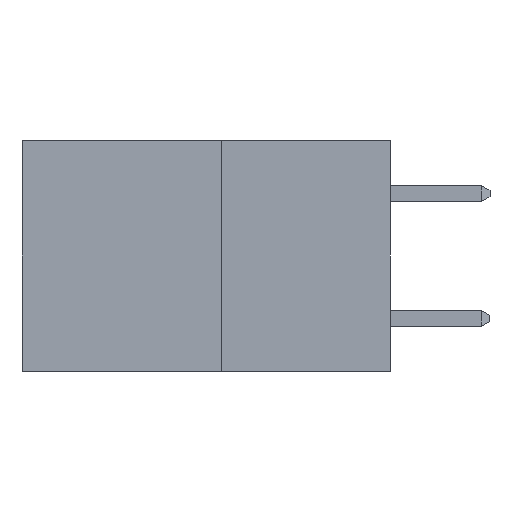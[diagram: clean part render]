
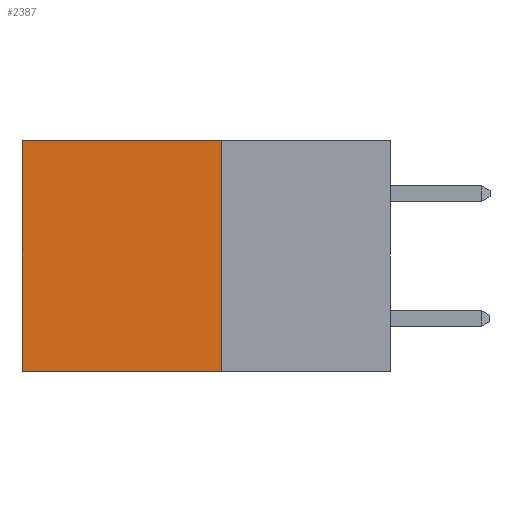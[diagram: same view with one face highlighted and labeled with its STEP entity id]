
A CAD part, left-side view. The second image highlights one B-rep face of the part: STEP entity #2387.
In plain terms, the highlighted planar face has unit normal (-1, 0, 0).
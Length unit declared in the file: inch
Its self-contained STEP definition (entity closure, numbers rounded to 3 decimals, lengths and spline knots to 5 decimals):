
#6 = VECTOR ( 'NONE', #2216, 39.37008 ) ;
#238 = LINE ( 'NONE', #4826, #7716 ) ;
#470 = ORIENTED_EDGE ( 'NONE', *, *, #2182, .T. ) ;
#676 = ORIENTED_EDGE ( 'NONE', *, *, #3736, .T. ) ;
#862 = CARTESIAN_POINT ( 'NONE',  ( 0.277, 0.59, -0.37 ) ) ;
#2182 = EDGE_CURVE ( 'NONE', #8295, #3965, #8546, .T. ) ;
#2216 = DIRECTION ( 'NONE',  ( 0., 1., 0. ) ) ;
#2348 = ORIENTED_EDGE ( 'NONE', *, *, #4221, .F. ) ;
#2387 = ADVANCED_FACE ( 'NONE', ( #5158 ), #7912, .F. ) ;
#2406 = DIRECTION ( 'NONE',  ( 0., 0., -1. ) ) ;
#2458 = CARTESIAN_POINT ( 'NONE',  ( 0.277, 0.59, -0.37 ) ) ;
#2940 = DIRECTION ( 'NONE',  ( 0., 0., -1. ) ) ;
#3163 = DIRECTION ( 'NONE',  ( 1., 0., 0. ) ) ;
#3473 = VERTEX_POINT ( 'NONE', #8666 ) ;
#3657 = CARTESIAN_POINT ( 'NONE',  ( 0.277, 0.27, -0.37 ) ) ;
#3736 = EDGE_CURVE ( 'NONE', #4087, #8295, #238, .T. ) ;
#3788 = LINE ( 'NONE', #7159, #6 ) ;
#3965 = VERTEX_POINT ( 'NONE', #862 ) ;
#4087 = VERTEX_POINT ( 'NONE', #4196 ) ;
#4196 = CARTESIAN_POINT ( 'NONE',  ( 0.277, 0.27, 0. ) ) ;
#4208 = CARTESIAN_POINT ( 'NONE',  ( 0.277, 0.59, 0. ) ) ;
#4221 = EDGE_CURVE ( 'NONE', #3473, #3965, #3788, .T. ) ;
#4733 = DIRECTION ( 'NONE',  ( 0., 1., 0. ) ) ;
#4826 = CARTESIAN_POINT ( 'NONE',  ( 0.277, 0.27, 0. ) ) ;
#5158 = FACE_OUTER_BOUND ( 'NONE', #7869, .T. ) ;
#5720 = LINE ( 'NONE', #3657, #7345 ) ;
#6529 = CARTESIAN_POINT ( 'NONE',  ( 0.277, 0.27, -0.37 ) ) ;
#6694 = VECTOR ( 'NONE', #8832, 39.37008 ) ;
#7159 = CARTESIAN_POINT ( 'NONE',  ( 0.277, 0.27, -0.37 ) ) ;
#7331 = AXIS2_PLACEMENT_3D ( 'NONE', #6529, #3163, #2406 ) ;
#7345 = VECTOR ( 'NONE', #2940, 39.37008 ) ;
#7716 = VECTOR ( 'NONE', #4733, 39.37008 ) ;
#7869 = EDGE_LOOP ( 'NONE', ( #470, #2348, #7963, #676 ) ) ;
#7912 = PLANE ( 'NONE',  #7331 ) ;
#7963 = ORIENTED_EDGE ( 'NONE', *, *, #8958, .F. ) ;
#8295 = VERTEX_POINT ( 'NONE', #4208 ) ;
#8546 = LINE ( 'NONE', #2458, #6694 ) ;
#8666 = CARTESIAN_POINT ( 'NONE',  ( 0.277, 0.27, -0.37 ) ) ;
#8832 = DIRECTION ( 'NONE',  ( 0., 0., -1. ) ) ;
#8958 = EDGE_CURVE ( 'NONE', #4087, #3473, #5720, .T. ) ;
